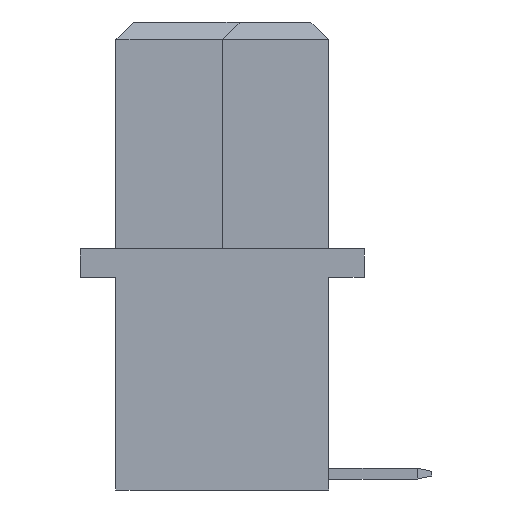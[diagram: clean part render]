
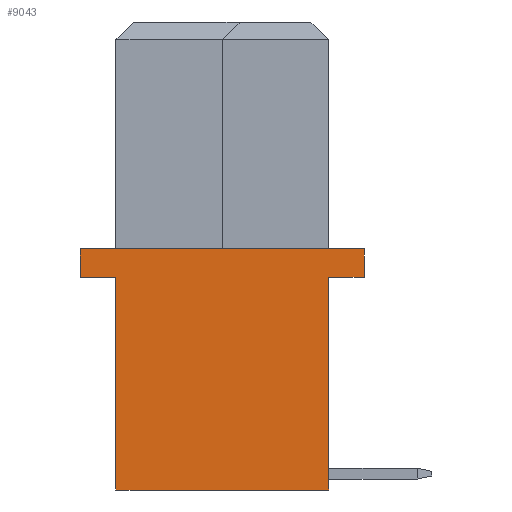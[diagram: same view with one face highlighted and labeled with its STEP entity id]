
A CAD part, left-side view. The second image highlights one B-rep face of the part: STEP entity #9043.
In plain terms, the highlighted planar face has unit normal (-1, 0, 0).
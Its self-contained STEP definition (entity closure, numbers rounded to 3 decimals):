
#141 = DIRECTION ( 'NONE',  ( 0., 0., -1. ) ) ;
#328 = LINE ( 'NONE', #3272, #2784 ) ;
#592 = EDGE_CURVE ( 'NONE', #3620, #2826, #8130, .T. ) ;
#792 = AXIS2_PLACEMENT_3D ( 'NONE', #6127, #4921, #8243 ) ;
#841 = CARTESIAN_POINT ( 'NONE',  ( -19.38, 4., -7.2 ) ) ;
#894 = VERTEX_POINT ( 'NONE', #2801 ) ;
#921 = DIRECTION ( 'NONE',  ( 0., 0., 1. ) ) ;
#1035 = ORIENTED_EDGE ( 'NONE', *, *, #592, .F. ) ;
#1083 = LINE ( 'NONE', #2571, #6780 ) ;
#1236 = EDGE_CURVE ( 'NONE', #7873, #8202, #6141, .T. ) ;
#1458 = ORIENTED_EDGE ( 'NONE', *, *, #6811, .F. ) ;
#1638 = CARTESIAN_POINT ( 'NONE',  ( -19.38, -4., -13.2 ) ) ;
#1677 = CARTESIAN_POINT ( 'NONE',  ( -19.38, 3., -7.2 ) ) ;
#1775 = DIRECTION ( 'NONE',  ( 0., 0., -1. ) ) ;
#1851 = VERTEX_POINT ( 'NONE', #3637 ) ;
#1871 = EDGE_LOOP ( 'NONE', ( #2110, #9105, #7201, #5421, #1035, #1458, #4274, #8492 ) ) ;
#2110 = ORIENTED_EDGE ( 'NONE', *, *, #1236, .F. ) ;
#2320 = VECTOR ( 'NONE', #8165, 1000. ) ;
#2408 = CARTESIAN_POINT ( 'NONE',  ( -19.38, 4., -13.2 ) ) ;
#2499 = CARTESIAN_POINT ( 'NONE',  ( -19.38, -3., -7.2 ) ) ;
#2571 = CARTESIAN_POINT ( 'NONE',  ( -19.38, 4., -6.4 ) ) ;
#2784 = VECTOR ( 'NONE', #8207, 1000. ) ;
#2801 = CARTESIAN_POINT ( 'NONE',  ( -19.38, 3., -13.2 ) ) ;
#2826 = VERTEX_POINT ( 'NONE', #3266 ) ;
#3110 = VECTOR ( 'NONE', #6097, 1000. ) ;
#3201 = DIRECTION ( 'NONE',  ( 0., -1., 0. ) ) ;
#3266 = CARTESIAN_POINT ( 'NONE',  ( -19.38, 4., -6.4 ) ) ;
#3267 = VERTEX_POINT ( 'NONE', #7661 ) ;
#3272 = CARTESIAN_POINT ( 'NONE',  ( -19.38, -3., -7.2 ) ) ;
#3447 = VECTOR ( 'NONE', #1775, 1000. ) ;
#3620 = VERTEX_POINT ( 'NONE', #841 ) ;
#3637 = CARTESIAN_POINT ( 'NONE',  ( -19.38, 3., -7.2 ) ) ;
#3751 = CARTESIAN_POINT ( 'NONE',  ( -19.38, -4., -13.2 ) ) ;
#3791 = LINE ( 'NONE', #3751, #2320 ) ;
#3895 = VECTOR ( 'NONE', #921, 1000. ) ;
#4189 = EDGE_CURVE ( 'NONE', #1851, #894, #6053, .T. ) ;
#4219 = VERTEX_POINT ( 'NONE', #9304 ) ;
#4274 = ORIENTED_EDGE ( 'NONE', *, *, #4189, .T. ) ;
#4514 = EDGE_CURVE ( 'NONE', #2826, #4219, #1083, .T. ) ;
#4921 = DIRECTION ( 'NONE',  ( -1., 0., 0. ) ) ;
#5421 = ORIENTED_EDGE ( 'NONE', *, *, #4514, .F. ) ;
#5466 = EDGE_CURVE ( 'NONE', #3267, #4219, #6728, .T. ) ;
#5584 = CARTESIAN_POINT ( 'NONE',  ( -19.38, 4., -7.2 ) ) ;
#6053 = LINE ( 'NONE', #1677, #7386 ) ;
#6097 = DIRECTION ( 'NONE',  ( 0., 0., 1. ) ) ;
#6127 = CARTESIAN_POINT ( 'NONE',  ( -19.38, -4., -13.2 ) ) ;
#6141 = LINE ( 'NONE', #2499, #3447 ) ;
#6728 = LINE ( 'NONE', #1638, #3110 ) ;
#6780 = VECTOR ( 'NONE', #3201, 1000. ) ;
#6811 = EDGE_CURVE ( 'NONE', #1851, #3620, #7833, .T. ) ;
#6876 = CARTESIAN_POINT ( 'NONE',  ( -19.38, -3., -13.2 ) ) ;
#6935 = EDGE_CURVE ( 'NONE', #894, #8202, #3791, .T. ) ;
#7150 = EDGE_CURVE ( 'NONE', #3267, #7873, #328, .T. ) ;
#7201 = ORIENTED_EDGE ( 'NONE', *, *, #5466, .T. ) ;
#7386 = VECTOR ( 'NONE', #141, 1000. ) ;
#7658 = CARTESIAN_POINT ( 'NONE',  ( -19.38, -3., -7.2 ) ) ;
#7661 = CARTESIAN_POINT ( 'NONE',  ( -19.38, -4., -7.2 ) ) ;
#7833 = LINE ( 'NONE', #5584, #8609 ) ;
#7873 = VERTEX_POINT ( 'NONE', #7658 ) ;
#8130 = LINE ( 'NONE', #2408, #3895 ) ;
#8165 = DIRECTION ( 'NONE',  ( 0., -1., 0. ) ) ;
#8202 = VERTEX_POINT ( 'NONE', #6876 ) ;
#8207 = DIRECTION ( 'NONE',  ( 0., 1., 0. ) ) ;
#8243 = DIRECTION ( 'NONE',  ( 0., 0., 1. ) ) ;
#8492 = ORIENTED_EDGE ( 'NONE', *, *, #6935, .T. ) ;
#8508 = DIRECTION ( 'NONE',  ( 0., 1., 0. ) ) ;
#8609 = VECTOR ( 'NONE', #8508, 1000. ) ;
#9043 = ADVANCED_FACE ( 'NONE', ( #9291 ), #9059, .T. ) ;
#9059 = PLANE ( 'NONE',  #792 ) ;
#9105 = ORIENTED_EDGE ( 'NONE', *, *, #7150, .F. ) ;
#9291 = FACE_OUTER_BOUND ( 'NONE', #1871, .T. ) ;
#9304 = CARTESIAN_POINT ( 'NONE',  ( -19.38, -4., -6.4 ) ) ;
